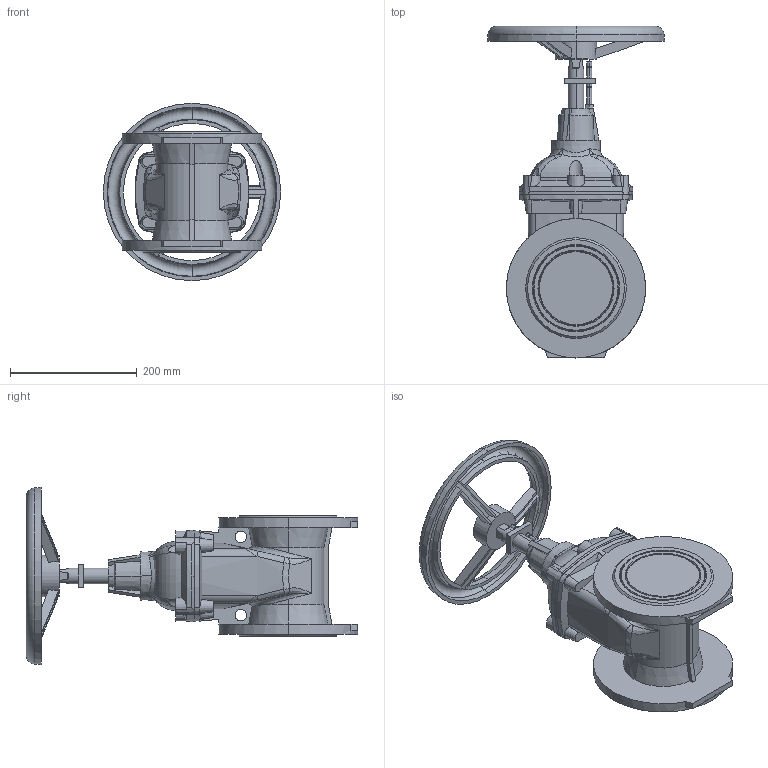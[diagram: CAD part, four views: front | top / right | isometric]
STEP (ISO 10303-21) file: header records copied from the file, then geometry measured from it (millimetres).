
FILE_DESCRIPTION (( 'STEP AP203' ), '1' );
FILE_NAME ('0610035016.STEP', '2014-05-29T06:00:21', ( '' ), ( '' ), 'SwSTEP 2.0', 'SolidWorks 2012', '' );
FILE_SCHEMA (( 'CONFIG_CONTROL_DESIGN' ));
Length unit declared in the file: millimetre
Products named in the file (1): 0610035016
Bounding box: 280 x 523.94 x 280 mm (x, y, z)
Volume: 6318861.5 mm3; surface area: 467932.8 mm2
Topology: 1 solids, 1 shells, 395 faces, 1038 edges, 649 vertices
Faces by surface type: plane 144, cone 124, bspline 50, cylinder 48, torus 27, sphere 2
Entity records: 16446 total; most frequent: CARTESIAN_POINT 7377, ORIENTED_EDGE 2060, DIRECTION 1713, EDGE_CURVE 1030, AXIS2_PLACEMENT_3D 703, VERTEX_POINT 649, EDGE_LOOP 419, FACE_OUTER_BOUND 395
